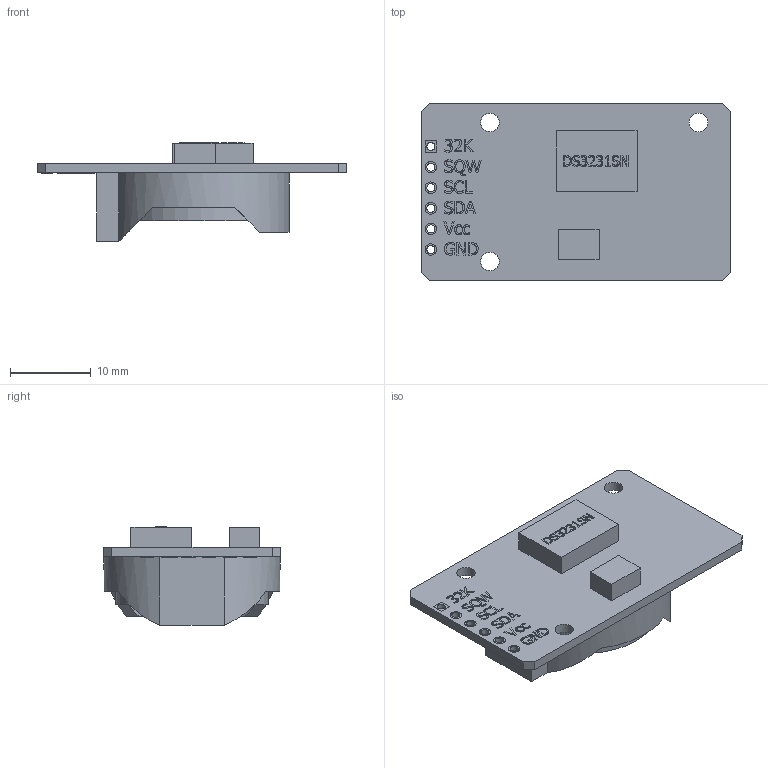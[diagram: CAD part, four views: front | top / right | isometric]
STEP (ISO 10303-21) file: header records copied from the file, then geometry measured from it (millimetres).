
FILE_DESCRIPTION(/* description */ (''),/* implementation_level */ '2;1');
FILE_NAME(/* name */ 'DS3231 - NO HEADER.step',/* time_stamp */ '2020-08-14T17:42:33+02:00',/* author */ (''),/* organization */ (''),/* preprocessor_version */ 'ST-DEVELOPER v18.1',/* originating_system */ 'Autodesk Translation Framework v9.3.0.1241',/* authorisation */ '');
FILE_SCHEMA (('AUTOMOTIVE_DESIGN { 1 0 10303 214 3 1 1 }'));
Length unit declared in the file: millimetre
Products named in the file (4): (Unsaved); PCB Timer; Battery Holder; ICs
Assembly tree (3 placements, depth 2):
  (Unsaved)
    PCB Timer
    Battery Holder
    ICs
Bounding box: 38.3 x 21.8 x 12.14 mm (x, y, z)
Volume: 3503.3 mm3; surface area: 3928.7 mm2
Topology: 4 solids, 4 shells, 1154 faces, 3163 edges, 2108 vertices
Faces by surface type: plane 568, bspline 564, cylinder 22
Full cylindrical faces by diameter (mm): 1 x6, 1.432 x10, 2.3 x3, 18.94 x1, 19.6 x1
Entity records: 39563 total; most frequent: CARTESIAN_POINT 13818, ORIENTED_EDGE 6326, DIRECTION 3285, EDGE_CURVE 3163, VERTEX_POINT 2108, LINE 1979, VECTOR 1979, EDGE_LOOP 1263
